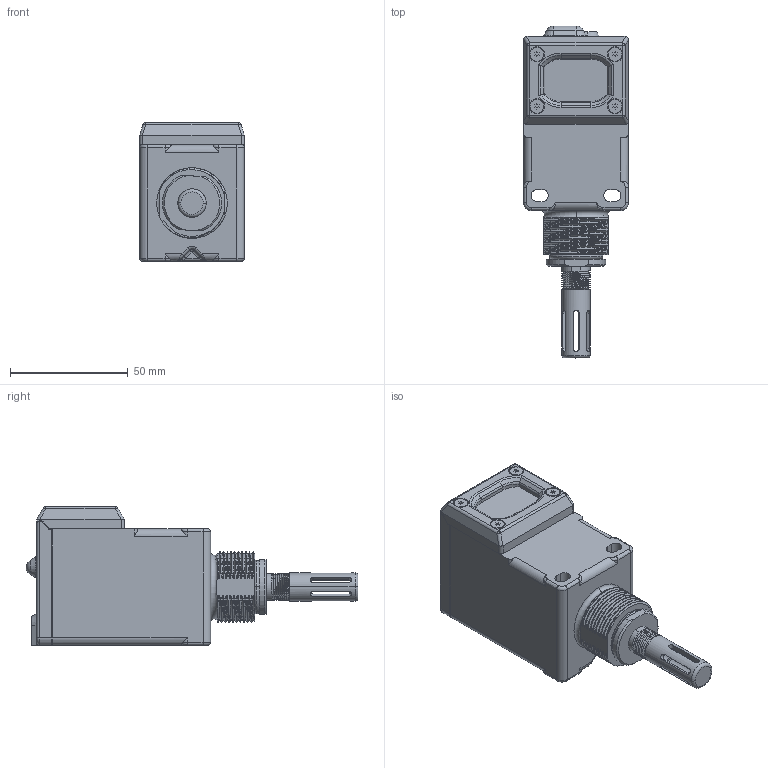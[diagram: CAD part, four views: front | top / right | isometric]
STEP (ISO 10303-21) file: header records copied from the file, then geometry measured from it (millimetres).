
FILE_DESCRIPTION((''),'2;1');
FILE_NAME('216535_ASM','2020-04-01T07:31:04',('PDMAdmin'),('BANNER ENGINEERING'),'CREO PARAMETRIC BY PTC INC, 2019292','CREO PARAMETRIC BY PTC INC, 2019292','');
FILE_SCHEMA(('CONFIG_CONTROL_DESIGN'));
Products named in the file (17): 165145; 12504; 207208; 212481; 14840; 35813; 160408_ASM; 157969; 56957; 51294; 107054; 216526; 29320; 133776; 216944_ASM; 807033_ASM; 216535_ASM
Assembly tree (19 placements, depth 4):
  216535_ASM
    807033_ASM
      165145
      12504
      207208
      160408_ASM
        212481
        14840
        35813
      157969
      56957
      51294  x4
      216944_ASM
        107054
        216526
        29320
        133776
Bounding box: 44.45 x 141.03 x 58.85 mm (x, y, z)
Volume: 80364.1 mm3; surface area: 58637.6 mm2
Topology: 16 solids, 16 shells, 1142 faces, 2900 edges, 1798 vertices
Faces by surface type: plane 418, cylinder 381, bspline 152, cone 84, torus 70, sphere 37
Entity records: 55273 total; most frequent: CARTESIAN_POINT 29941, ORIENTED_EDGE 5472, DIRECTION 4818, EDGE_CURVE 2736, VERTEX_POINT 1702, AXIS2_PLACEMENT_3D 1693, VECTOR 1432, LINE 1432
